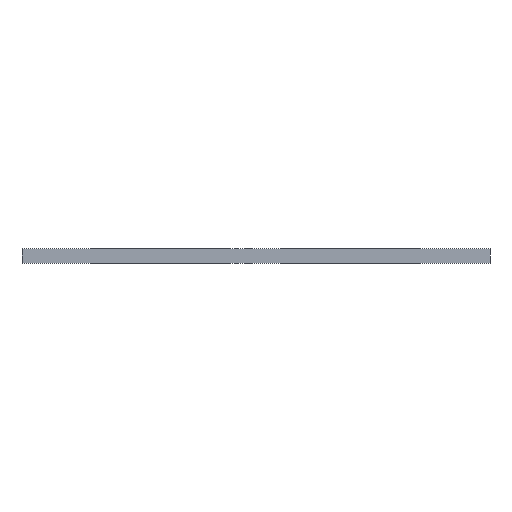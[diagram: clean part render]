
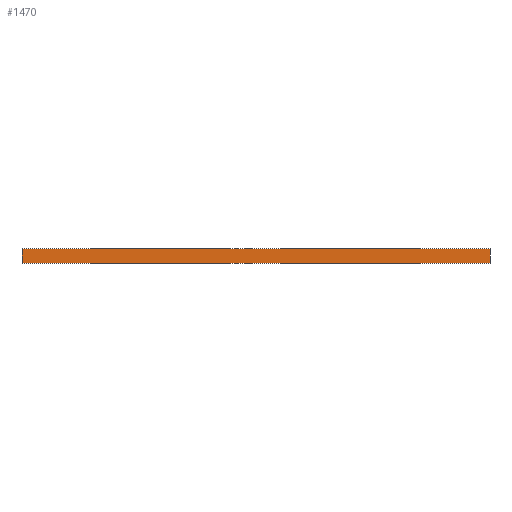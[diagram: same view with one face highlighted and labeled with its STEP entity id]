
A CAD part, front view. The second image highlights one B-rep face of the part: STEP entity #1470.
In plain terms, the highlighted planar face has unit normal (0, -1, 0).
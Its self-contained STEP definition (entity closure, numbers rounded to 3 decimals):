
#1431=CARTESIAN_POINT('',(19.05,-59.25,9.5));
#1432=DIRECTION('',(0.,1.,0.));
#1433=DIRECTION('',(0.,0.,1.));
#1434=AXIS2_PLACEMENT_3D('',#1431,#1432,#1433);
#1435=PLANE('',#1434);
#1436=CARTESIAN_POINT('',(-4.5,-59.25,8.));
#1437=VERTEX_POINT('',#1436);
#1438=CARTESIAN_POINT('',(42.6,-59.25,8.));
#1439=VERTEX_POINT('',#1438);
#1440=CARTESIAN_POINT('',(-4.5,-59.25,8.));
#1441=DIRECTION('',(1.,0.,-0.));
#1442=VECTOR('',#1441,47.1);
#1443=LINE('',#1440,#1442);
#1444=EDGE_CURVE('',#1437,#1439,#1443,.T.);
#1445=ORIENTED_EDGE('',*,*,#1444,.T.);
#1446=CARTESIAN_POINT('',(42.6,-59.25,9.5));
#1447=VERTEX_POINT('',#1446);
#1448=CARTESIAN_POINT('',(42.6,-59.25,9.5));
#1449=DIRECTION('',(0.,0.,-1.));
#1450=VECTOR('',#1449,1.5);
#1451=LINE('',#1448,#1450);
#1452=EDGE_CURVE('',#1447,#1439,#1451,.T.);
#1453=ORIENTED_EDGE('',*,*,#1452,.F.);
#1454=CARTESIAN_POINT('',(-4.5,-59.25,9.5));
#1455=VERTEX_POINT('',#1454);
#1456=CARTESIAN_POINT('',(-4.5,-59.25,9.5));
#1457=DIRECTION('',(1.,0.,-0.));
#1458=VECTOR('',#1457,47.1);
#1459=LINE('',#1456,#1458);
#1460=EDGE_CURVE('',#1455,#1447,#1459,.T.);
#1461=ORIENTED_EDGE('',*,*,#1460,.F.);
#1462=CARTESIAN_POINT('',(-4.5,-59.25,9.5));
#1463=DIRECTION('',(0.,0.,-1.));
#1464=VECTOR('',#1463,1.5);
#1465=LINE('',#1462,#1464);
#1466=EDGE_CURVE('',#1455,#1437,#1465,.T.);
#1467=ORIENTED_EDGE('',*,*,#1466,.T.);
#1468=EDGE_LOOP('',(#1445,#1453,#1461,#1467));
#1469=FACE_BOUND('',#1468,.T.);
#1470=ADVANCED_FACE('',(#1469),#1435,.F.);
